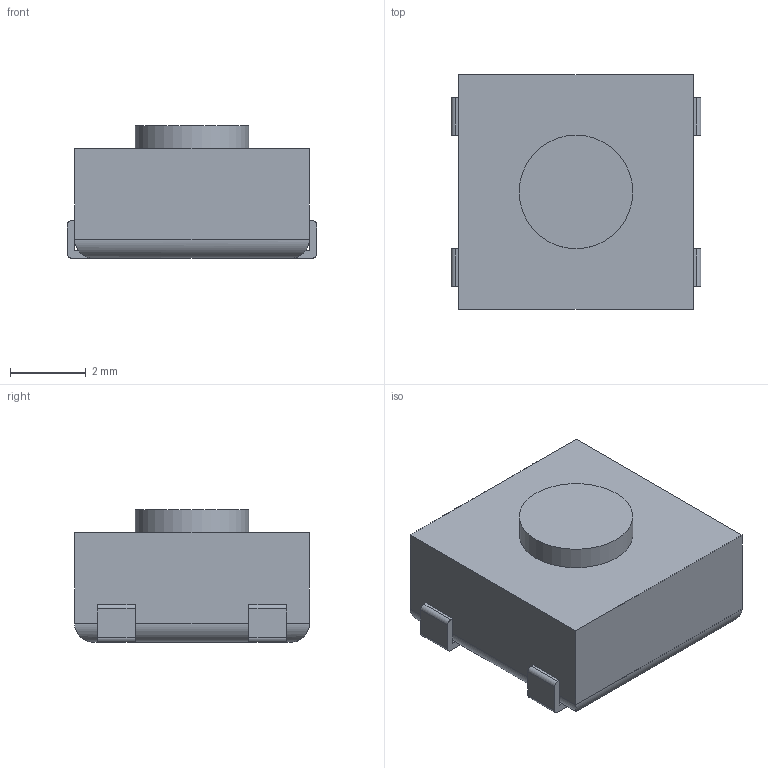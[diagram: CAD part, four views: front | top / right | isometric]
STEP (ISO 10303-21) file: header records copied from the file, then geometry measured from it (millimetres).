
FILE_DESCRIPTION(/* description */ (''),/* implementation_level */ '2;1');
FILE_NAME(/* name */ 'ButtonSMT_CnK_KSC2_J.step',/* time_stamp */ '2026-02-28T13:22:30+01:00',/* author */ (''),/* organization */ (''),/* preprocessor_version */ 'ST-DEVELOPER v20.1',/* originating_system */ 'Autodesk Translation Framework v14.24.0.0',/* authorisation */ '');
FILE_SCHEMA (('AUTOMOTIVE_DESIGN { 1 0 10303 214 3 1 1 }'));
Length unit declared in the file: millimetre
Products named in the file (1): ButtonSMT_CnK_KSC2_J
Bounding box: 6.6 x 6.2 x 3.5 mm (x, y, z)
Volume: 115.4 mm3; surface area: 192 mm2
Topology: 6 solids, 6 shells, 69 faces, 167 edges, 110 vertices
Faces by surface type: plane 56, cylinder 13
Full cylindrical faces by diameter (mm): 3 x1
Entity records: 2048 total; most frequent: CARTESIAN_POINT 347, DIRECTION 337, ORIENTED_EDGE 334, EDGE_CURVE 167, LINE 137, VECTOR 137, VERTEX_POINT 110, AXIS2_PLACEMENT_3D 100
